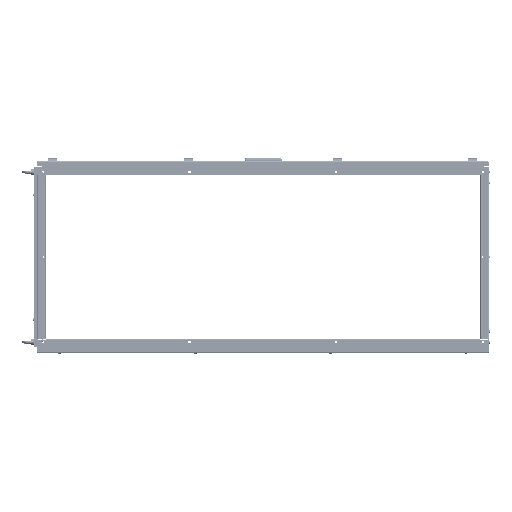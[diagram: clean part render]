
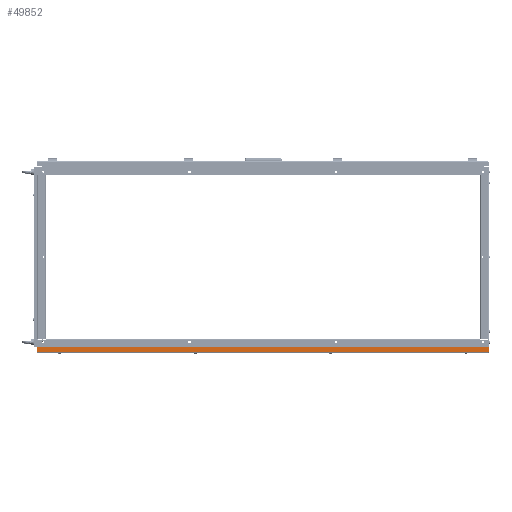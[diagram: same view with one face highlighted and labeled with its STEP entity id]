
A CAD part, left-side view. The second image highlights one B-rep face of the part: STEP entity #49852.
In plain terms, the highlighted planar face has unit normal (-1, 0, 0).
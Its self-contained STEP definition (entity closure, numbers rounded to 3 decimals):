
#2718 = VECTOR ( 'NONE', #120403, 1000. ) ;
#4372 = LINE ( 'NONE', #77071, #36703 ) ;
#4775 = ORIENTED_EDGE ( 'NONE', *, *, #111308, .T. ) ;
#21362 = DIRECTION ( 'NONE',  ( 0., 0., 1. ) ) ;
#21614 = CARTESIAN_POINT ( 'NONE',  ( 0., 1.141, 1. ) ) ;
#22038 = CARTESIAN_POINT ( 'NONE',  ( 0., 1998.859, 23. ) ) ;
#23850 = VECTOR ( 'NONE', #127476, 1000. ) ;
#25755 = VERTEX_POINT ( 'NONE', #86895 ) ;
#27000 = CARTESIAN_POINT ( 'NONE',  ( 0., 0., 23. ) ) ;
#34865 = EDGE_CURVE ( 'NONE', #128466, #25755, #115451, .T. ) ;
#36703 = VECTOR ( 'NONE', #132337, 1000. ) ;
#40759 = VERTEX_POINT ( 'NONE', #58766 ) ;
#42417 = VECTOR ( 'NONE', #21362, 1000. ) ;
#47098 = LINE ( 'NONE', #27000, #2718 ) ;
#49852 = ADVANCED_FACE ( 'NONE', ( #70634 ), #80359, .F. ) ;
#50732 = LINE ( 'NONE', #98391, #23850 ) ;
#58766 = CARTESIAN_POINT ( 'NONE',  ( 0., 1998.859, 1. ) ) ;
#67532 = EDGE_LOOP ( 'NONE', ( #122956, #122313, #4775, #107938 ) ) ;
#70634 = FACE_OUTER_BOUND ( 'NONE', #67532, .T. ) ;
#77071 = CARTESIAN_POINT ( 'NONE',  ( 0., 1998.859, 1. ) ) ;
#80319 = EDGE_CURVE ( 'NONE', #128466, #40759, #50732, .T. ) ;
#80359 = PLANE ( 'NONE',  #103215 ) ;
#86895 = CARTESIAN_POINT ( 'NONE',  ( 0., 1.141, 23. ) ) ;
#86983 = VERTEX_POINT ( 'NONE', #22038 ) ;
#91417 = DIRECTION ( 'NONE',  ( 1., 0., 0. ) ) ;
#98391 = CARTESIAN_POINT ( 'NONE',  ( 0., 2000., 1. ) ) ;
#103215 = AXIS2_PLACEMENT_3D ( 'NONE', #122540, #91417, #112827 ) ;
#104384 = CARTESIAN_POINT ( 'NONE',  ( 0., 1.141, 1. ) ) ;
#107938 = ORIENTED_EDGE ( 'NONE', *, *, #131972, .F. ) ;
#111308 = EDGE_CURVE ( 'NONE', #25755, #86983, #47098, .T. ) ;
#112827 = DIRECTION ( 'NONE',  ( 0., 0., -1. ) ) ;
#115451 = LINE ( 'NONE', #104384, #42417 ) ;
#120403 = DIRECTION ( 'NONE',  ( 0., 1., 0. ) ) ;
#122313 = ORIENTED_EDGE ( 'NONE', *, *, #34865, .T. ) ;
#122540 = CARTESIAN_POINT ( 'NONE',  ( 0., 0., 0. ) ) ;
#122956 = ORIENTED_EDGE ( 'NONE', *, *, #80319, .F. ) ;
#127476 = DIRECTION ( 'NONE',  ( 0., 1., 0. ) ) ;
#128466 = VERTEX_POINT ( 'NONE', #21614 ) ;
#131972 = EDGE_CURVE ( 'NONE', #40759, #86983, #4372, .T. ) ;
#132337 = DIRECTION ( 'NONE',  ( 0., 0., 1. ) ) ;
